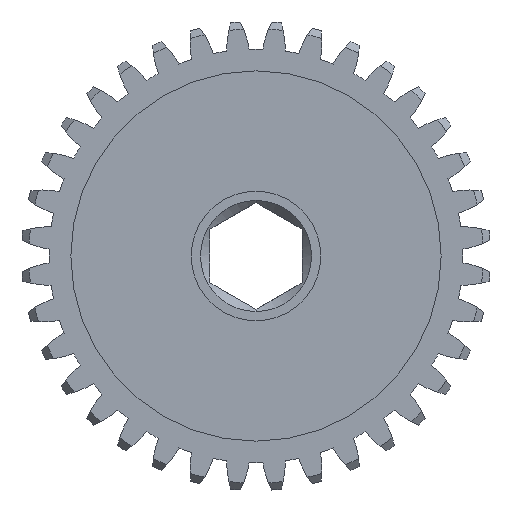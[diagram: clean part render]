
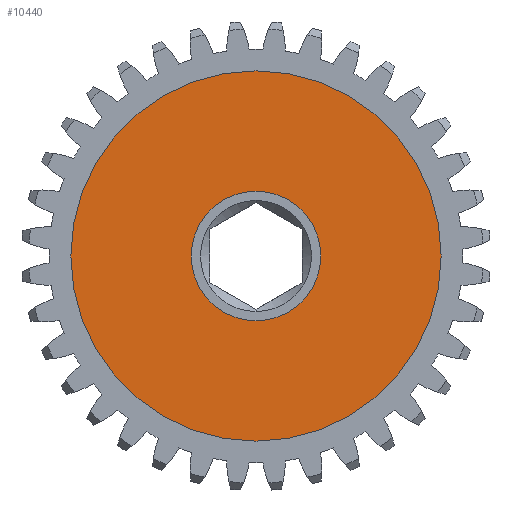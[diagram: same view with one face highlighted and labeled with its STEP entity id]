
A CAD part, left-side view. The second image highlights one B-rep face of the part: STEP entity #10440.
In plain terms, the highlighted planar face has unit normal (-1, 0, 0).
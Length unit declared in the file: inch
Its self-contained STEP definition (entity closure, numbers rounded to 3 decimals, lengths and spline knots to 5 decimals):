
#139 = CIRCLE ( 'NONE', #8811, 0.75 ) ;
#288 = DIRECTION ( 'NONE',  ( 0., 0., 1. ) ) ;
#423 = CARTESIAN_POINT ( 'NONE',  ( 0.1375, 0., 0. ) ) ;
#534 = ORIENTED_EDGE ( 'NONE', *, *, #7449, .F. ) ;
#606 = AXIS2_PLACEMENT_3D ( 'NONE', #724, #2533, #5846 ) ;
#724 = CARTESIAN_POINT ( 'NONE',  ( 0.1375, 0., 0. ) ) ;
#1405 = VERTEX_POINT ( 'NONE', #9205 ) ;
#2315 = VERTEX_POINT ( 'NONE', #5454 ) ;
#2533 = DIRECTION ( 'NONE',  ( -1., 0., 0. ) ) ;
#2866 = DIRECTION ( 'NONE',  ( -1., 0., 0. ) ) ;
#3020 = EDGE_CURVE ( 'NONE', #8848, #1405, #139, .T. ) ;
#3636 = PLANE ( 'NONE',  #9256 ) ;
#3853 = VERTEX_POINT ( 'NONE', #9209 ) ;
#4037 = ORIENTED_EDGE ( 'NONE', *, *, #4140, .T. ) ;
#4105 = CIRCLE ( 'NONE', #606, 0.2625 ) ;
#4128 = AXIS2_PLACEMENT_3D ( 'NONE', #423, #9870, #4762 ) ;
#4140 = EDGE_CURVE ( 'NONE', #1405, #8848, #5968, .T. ) ;
#4198 = AXIS2_PLACEMENT_3D ( 'NONE', #10746, #2866, #288 ) ;
#4388 = CIRCLE ( 'NONE', #4198, 0.2625 ) ;
#4393 = FACE_BOUND ( 'NONE', #8915, .T. ) ;
#4762 = DIRECTION ( 'NONE',  ( 0., 0., 1. ) ) ;
#5005 = ORIENTED_EDGE ( 'NONE', *, *, #3020, .T. ) ;
#5416 = FACE_OUTER_BOUND ( 'NONE', #9227, .T. ) ;
#5454 = CARTESIAN_POINT ( 'NONE',  ( 0.1375, 0., -0.2625 ) ) ;
#5846 = DIRECTION ( 'NONE',  ( 0., 0., 1. ) ) ;
#5901 = CARTESIAN_POINT ( 'NONE',  ( 0.1375, 0., 0. ) ) ;
#5907 = EDGE_CURVE ( 'NONE', #2315, #3853, #4388, .T. ) ;
#5968 = CIRCLE ( 'NONE', #4128, 0.75 ) ;
#6232 = DIRECTION ( 'NONE',  ( -1., 0., 0. ) ) ;
#6822 = DIRECTION ( 'NONE',  ( -1., 0., 0. ) ) ;
#7129 = CARTESIAN_POINT ( 'NONE',  ( 0.1375, 0., 0. ) ) ;
#7449 = EDGE_CURVE ( 'NONE', #3853, #2315, #4105, .T. ) ;
#7729 = DIRECTION ( 'NONE',  ( 0., 0., 1. ) ) ;
#8811 = AXIS2_PLACEMENT_3D ( 'NONE', #5901, #6822, #7729 ) ;
#8848 = VERTEX_POINT ( 'NONE', #10457 ) ;
#8915 = EDGE_LOOP ( 'NONE', ( #10943, #534 ) ) ;
#9205 = CARTESIAN_POINT ( 'NONE',  ( 0.1375, 0., 0.75 ) ) ;
#9209 = CARTESIAN_POINT ( 'NONE',  ( 0.1375, 0., 0.2625 ) ) ;
#9227 = EDGE_LOOP ( 'NONE', ( #4037, #5005 ) ) ;
#9256 = AXIS2_PLACEMENT_3D ( 'NONE', #7129, #6232, #10479 ) ;
#9870 = DIRECTION ( 'NONE',  ( -1., 0., 0. ) ) ;
#10440 = ADVANCED_FACE ( 'NONE', ( #4393, #5416 ), #3636, .T. ) ;
#10457 = CARTESIAN_POINT ( 'NONE',  ( 0.1375, 0., -0.75 ) ) ;
#10479 = DIRECTION ( 'NONE',  ( 0., 0., 1. ) ) ;
#10746 = CARTESIAN_POINT ( 'NONE',  ( 0.1375, 0., 0. ) ) ;
#10943 = ORIENTED_EDGE ( 'NONE', *, *, #5907, .F. ) ;
